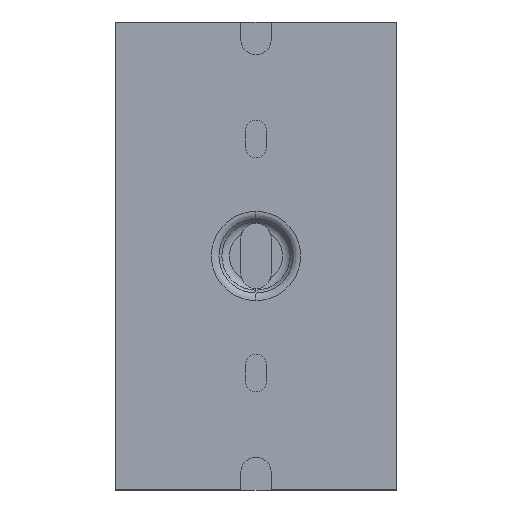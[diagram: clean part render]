
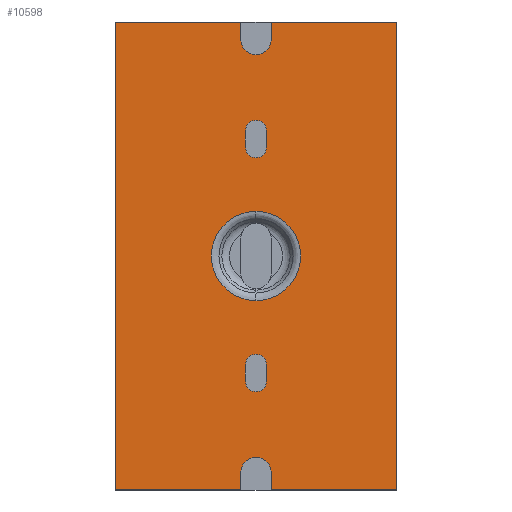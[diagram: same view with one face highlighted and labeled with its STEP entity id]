
A CAD part, front view. The second image highlights one B-rep face of the part: STEP entity #10598.
In plain terms, the highlighted planar face has unit normal (0, -1, 0).
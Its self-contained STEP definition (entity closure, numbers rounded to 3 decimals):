
#1294=DIRECTION('',(-1.,0.,0.));
#1295=VECTOR('',#1294,26.75);
#1296=CARTESIAN_POINT('',(20.,-52.2,1000.));
#1297=LINE('',#1296,#1295);
#1443=DIRECTION('',(-1.,0.,0.));
#1444=VECTOR('',#1443,26.75);
#1445=CARTESIAN_POINT('',(-13.25,-52.2,900.));
#1446=LINE('',#1445,#1444);
#1450=DIRECTION('',(0.,0.,1.));
#1451=VECTOR('',#1450,100.);
#1452=CARTESIAN_POINT('',(-40.,-52.2,900.));
#1453=LINE('',#1452,#1451);
#1457=CARTESIAN_POINT('',(-10.,-52.2,996.25));
#1458=DIRECTION('',(0.,-1.,0.));
#1459=DIRECTION('',(-1.,0.,0.));
#1460=AXIS2_PLACEMENT_3D('',#1457,#1458,#1459);
#1465=CARTESIAN_POINT('',(-10.,-52.2,996.25));
#1466=DIRECTION('',(0.,-1.,0.));
#1467=DIRECTION('',(0.,0.,-1.));
#1468=AXIS2_PLACEMENT_3D('',#1465,#1466,#1467);
#1473=DIRECTION('',(0.,0.,-1.));
#1474=VECTOR('',#1473,100.);
#1475=CARTESIAN_POINT('',(20.,-52.2,1000.));
#1476=LINE('',#1475,#1474);
#1480=CARTESIAN_POINT('',(-10.,-52.2,903.75));
#1481=DIRECTION('',(0.,-1.,0.));
#1482=DIRECTION('',(1.,0.,0.));
#1483=AXIS2_PLACEMENT_3D('',#1480,#1481,#1482);
#1488=CARTESIAN_POINT('',(-10.,-52.2,903.75));
#1489=DIRECTION('',(0.,-1.,0.));
#1490=DIRECTION('',(0.,0.,1.));
#1491=AXIS2_PLACEMENT_3D('',#1488,#1489,#1490);
#1496=CARTESIAN_POINT('',(-10.,-52.2,976.75));
#1497=DIRECTION('',(0.,-1.,0.));
#1498=DIRECTION('',(1.,0.,0.));
#1499=AXIS2_PLACEMENT_3D('',#1496,#1497,#1498);
#1504=CARTESIAN_POINT('',(-10.,-52.2,976.75));
#1505=DIRECTION('',(0.,-1.,0.));
#1506=DIRECTION('',(0.,0.,1.));
#1507=AXIS2_PLACEMENT_3D('',#1504,#1505,#1506);
#1512=CARTESIAN_POINT('',(-10.,-52.2,973.25));
#1513=DIRECTION('',(0.,-1.,0.));
#1514=DIRECTION('',(-1.,0.,0.));
#1515=AXIS2_PLACEMENT_3D('',#1512,#1513,#1514);
#1520=CARTESIAN_POINT('',(-10.,-52.2,973.25));
#1521=DIRECTION('',(0.,-1.,0.));
#1522=DIRECTION('',(0.,0.,-1.));
#1523=AXIS2_PLACEMENT_3D('',#1520,#1521,#1522);
#1528=CARTESIAN_POINT('',(-10.,-52.2,
950.));
#1529=DIRECTION('',(0.,-1.,0.));
#1530=DIRECTION('',(0.,0.,-1.));
#1531=AXIS2_PLACEMENT_3D('',#1528,#1529,#1530);
#1536=CARTESIAN_POINT('',(-10.,-52.2,
950.));
#1537=DIRECTION('',(0.,-1.,0.));
#1538=DIRECTION('',(0.,0.,1.));
#1539=AXIS2_PLACEMENT_3D('',#1536,#1537,#1538);
#1544=CARTESIAN_POINT('',(-10.,-52.2,926.75));
#1545=DIRECTION('',(0.,-1.,0.));
#1546=DIRECTION('',(1.,0.,0.));
#1547=AXIS2_PLACEMENT_3D('',#1544,#1545,#1546);
#1552=CARTESIAN_POINT('',(-10.,-52.2,926.75));
#1553=DIRECTION('',(0.,-1.,0.));
#1554=DIRECTION('',(0.,0.,1.));
#1555=AXIS2_PLACEMENT_3D('',#1552,#1553,#1554);
#1560=CARTESIAN_POINT('',(-10.,-52.2,923.25));
#1561=DIRECTION('',(0.,-1.,0.));
#1562=DIRECTION('',(-1.,0.,0.));
#1563=AXIS2_PLACEMENT_3D('',#1560,#1561,#1562);
#1568=CARTESIAN_POINT('',(-10.,-52.2,923.25));
#1569=DIRECTION('',(0.,-1.,0.));
#1570=DIRECTION('',(0.,0.,-1.));
#1571=AXIS2_PLACEMENT_3D('',#1568,#1569,#1570);
#1905=DIRECTION('',(-1.,0.,0.));
#1906=VECTOR('',#1905,26.75);
#1907=CARTESIAN_POINT('',(-13.25,-52.2,1000.));
#1908=LINE('',#1907,#1906);
#4803=DIRECTION('',(0.,0.,1.));
#4804=VECTOR('',#4803,3.75);
#4805=CARTESIAN_POINT('',(-13.25,-52.2,900.));
#4806=LINE('',#4805,#4804);
#4824=DIRECTION('',(0.,0.,-1.));
#4825=VECTOR('',#4824,3.75);
#4826=CARTESIAN_POINT('',(-6.75,-52.2,903.75));
#4827=LINE('',#4826,#4825);
#4873=DIRECTION('',(1.,0.,0.));
#4874=VECTOR('',#4873,26.75);
#4875=CARTESIAN_POINT('',(-6.75,-52.2,900.));
#4876=LINE('',#4875,#4874);
#6288=DIRECTION('',(0.,0.,-1.));
#6289=VECTOR('',#6288,3.75);
#6290=CARTESIAN_POINT('',(-6.75,-52.2,1000.));
#6291=LINE('',#6290,#6289);
#6309=DIRECTION('',(0.,0.,1.));
#6310=VECTOR('',#6309,3.75);
#6311=CARTESIAN_POINT('',(-13.25,-52.2,996.25));
#6312=LINE('',#6311,#6310);
#6758=DIRECTION('',(0.,0.,1.));
#6759=VECTOR('',#6758,3.5);
#6760=CARTESIAN_POINT('',(-12.25,-52.2,973.25));
#6761=LINE('',#6760,#6759);
#6779=DIRECTION('',(0.,0.,-1.));
#6780=VECTOR('',#6779,3.5);
#6781=CARTESIAN_POINT('',(-7.75,-52.2,976.75));
#6782=LINE('',#6781,#6780);
#6800=DIRECTION('',(0.,0.,1.));
#6801=VECTOR('',#6800,3.5);
#6802=CARTESIAN_POINT('',(-12.25,-52.2,923.25));
#6803=LINE('',#6802,#6801);
#6821=DIRECTION('',(0.,0.,-1.));
#6822=VECTOR('',#6821,3.5);
#6823=CARTESIAN_POINT('',(-7.75,-52.2,926.75));
#6824=LINE('',#6823,#6822);
#8680=CARTESIAN_POINT('',(20.,-52.2,1000.));
#8682=VERTEX_POINT('',#8680);
#8757=CARTESIAN_POINT('',(20.,-52.2,900.));
#8758=VERTEX_POINT('',#8757);
#8923=CARTESIAN_POINT('',(-6.75,-52.2,1000.));
#8924=VERTEX_POINT('',#8923);
#8939=CARTESIAN_POINT('',(-13.25,-52.2,900.));
#8940=CARTESIAN_POINT('',(-40.,-52.2,900.));
#8941=VERTEX_POINT('',#8939);
#8942=VERTEX_POINT('',#8940);
#8943=CARTESIAN_POINT('',(-40.,-52.2,1000.));
#8944=VERTEX_POINT('',#8943);
#8945=CARTESIAN_POINT('',(-13.25,-52.2,1000.));
#8946=VERTEX_POINT('',#8945);
#8947=CARTESIAN_POINT('',(-13.25,-52.2,996.25));
#8948=VERTEX_POINT('',#8947);
#8949=CARTESIAN_POINT('',(-10.,-52.2,993.));
#8950=VERTEX_POINT('',#8949);
#8951=CARTESIAN_POINT('',(-6.75,-52.2,996.25));
#8952=VERTEX_POINT('',#8951);
#8953=CARTESIAN_POINT('',(-6.75,-52.2,900.));
#8954=VERTEX_POINT('',#8953);
#8955=CARTESIAN_POINT('',(-6.75,-52.2,903.75));
#8956=VERTEX_POINT('',#8955);
#8957=CARTESIAN_POINT('',(-10.,-52.2,907.));
#8958=VERTEX_POINT('',#8957);
#8959=CARTESIAN_POINT('',(-13.25,-52.2,903.75));
#8960=VERTEX_POINT('',#8959);
#8961=CARTESIAN_POINT('',(-7.75,-52.2,976.75));
#8962=CARTESIAN_POINT('',(-7.75,-52.2,973.25));
#8963=VERTEX_POINT('',#8961);
#8964=VERTEX_POINT('',#8962);
#8965=CARTESIAN_POINT('',(-10.,-52.2,979.));
#8966=VERTEX_POINT('',#8965);
#8967=CARTESIAN_POINT('',(-12.25,-52.2,976.75));
#8968=VERTEX_POINT('',#8967);
#8969=CARTESIAN_POINT('',(-12.25,-52.2,973.25));
#8970=VERTEX_POINT('',#8969);
#8971=CARTESIAN_POINT('',(-10.,-52.2,971.));
#8972=VERTEX_POINT('',#8971);
#8973=CARTESIAN_POINT('',(-10.,-52.2,
940.468));
#8974=CARTESIAN_POINT('',(-10.,-52.2,
959.532));
#8975=VERTEX_POINT('',#8973);
#8976=VERTEX_POINT('',#8974);
#8977=CARTESIAN_POINT('',(-7.75,-52.2,926.75));
#8978=CARTESIAN_POINT('',(-7.75,-52.2,923.25));
#8979=VERTEX_POINT('',#8977);
#8980=VERTEX_POINT('',#8978);
#8981=CARTESIAN_POINT('',(-10.,-52.2,929.));
#8982=VERTEX_POINT('',#8981);
#8983=CARTESIAN_POINT('',(-12.25,-52.2,926.75));
#8984=VERTEX_POINT('',#8983);
#8985=CARTESIAN_POINT('',(-12.25,-52.2,923.25));
#8986=VERTEX_POINT('',#8985);
#8987=CARTESIAN_POINT('',(-10.,-52.2,921.));
#8988=VERTEX_POINT('',#8987);
#10531=CARTESIAN_POINT('',(20.,-52.2,-1000.));
#10532=DIRECTION('',(0.,1.,0.));
#10533=DIRECTION('',(-1.,0.,0.));
#10534=AXIS2_PLACEMENT_3D('',#10531,#10532,#10533);
#10535=PLANE('',#10534);
#10537=ORIENTED_EDGE('',*,*,#10536,.T.);
#10539=ORIENTED_EDGE('',*,*,#10538,.T.);
#10541=ORIENTED_EDGE('',*,*,#10540,.F.);
#10543=ORIENTED_EDGE('',*,*,#10542,.F.);
#10545=ORIENTED_EDGE('',*,*,#10544,.T.);
#10547=ORIENTED_EDGE('',*,*,#10546,.T.);
#10549=ORIENTED_EDGE('',*,*,#10548,.F.);
#10550=ORIENTED_EDGE('',*,*,#10325,.F.);
#10551=ORIENTED_EDGE('',*,*,#10210,.T.);
#10553=ORIENTED_EDGE('',*,*,#10552,.F.);
#10555=ORIENTED_EDGE('',*,*,#10554,.F.);
#10557=ORIENTED_EDGE('',*,*,#10556,.T.);
#10559=ORIENTED_EDGE('',*,*,#10558,.T.);
#10561=ORIENTED_EDGE('',*,*,#10560,.F.);
#10562=EDGE_LOOP('',(#10537,#10539,#10541,#10543,#10545,#10547,#10549,#10550,
#10551,#10553,#10555,#10557,#10559,#10561));
#10563=FACE_OUTER_BOUND('',#10562,.F.);
#10565=ORIENTED_EDGE('',*,*,#10564,.F.);
#10567=ORIENTED_EDGE('',*,*,#10566,.T.);
#10569=ORIENTED_EDGE('',*,*,#10568,.T.);
#10571=ORIENTED_EDGE('',*,*,#10570,.F.);
#10573=ORIENTED_EDGE('',*,*,#10572,.T.);
#10575=ORIENTED_EDGE('',*,*,#10574,.T.);
#10576=EDGE_LOOP('',(#10565,#10567,#10569,#10571,#10573,#10575));
#10577=FACE_BOUND('',#10576,.F.);
#10579=ORIENTED_EDGE('',*,*,#10578,.T.);
#10581=ORIENTED_EDGE('',*,*,#10580,.T.);
#10582=EDGE_LOOP('',(#10579,#10581));
#10583=FACE_BOUND('',#10582,.F.);
#10585=ORIENTED_EDGE('',*,*,#10584,.F.);
#10587=ORIENTED_EDGE('',*,*,#10586,.T.);
#10589=ORIENTED_EDGE('',*,*,#10588,.T.);
#10591=ORIENTED_EDGE('',*,*,#10590,.F.);
#10593=ORIENTED_EDGE('',*,*,#10592,.T.);
#10595=ORIENTED_EDGE('',*,*,#10594,.T.);
#10596=EDGE_LOOP('',(#10585,#10587,#10589,#10591,#10593,#10595));
#10597=FACE_BOUND('',#10596,.F.);
#1461=CIRCLE('',#1460,3.25);
#1469=CIRCLE('',#1468,3.25);
#1484=CIRCLE('',#1483,3.25);
#1492=CIRCLE('',#1491,3.25);
#1500=CIRCLE('',#1499,2.25);
#1508=CIRCLE('',#1507,2.25);
#1516=CIRCLE('',#1515,2.25);
#1524=CIRCLE('',#1523,2.25);
#1532=CIRCLE('',#1531,9.532);
#1540=CIRCLE('',#1539,9.532);
#1548=CIRCLE('',#1547,2.25);
#1556=CIRCLE('',#1555,2.25);
#1564=CIRCLE('',#1563,2.25);
#1572=CIRCLE('',#1571,2.25);
#10210=EDGE_CURVE('',#8682,#8758,#1476,.T.);
#10325=EDGE_CURVE('',#8682,#8924,#1297,.T.);
#10536=EDGE_CURVE('',#8941,#8942,#1446,.T.);
#10538=EDGE_CURVE('',#8942,#8944,#1453,.T.);
#10540=EDGE_CURVE('',#8946,#8944,#1908,.T.);
#10542=EDGE_CURVE('',#8948,#8946,#6312,.T.);
#10544=EDGE_CURVE('',#8948,#8950,#1461,.T.);
#10546=EDGE_CURVE('',#8950,#8952,#1469,.T.);
#10548=EDGE_CURVE('',#8924,#8952,#6291,.T.);
#10552=EDGE_CURVE('',#8954,#8758,#4876,.T.);
#10554=EDGE_CURVE('',#8956,#8954,#4827,.T.);
#10556=EDGE_CURVE('',#8956,#8958,#1484,.T.);
#10558=EDGE_CURVE('',#8958,#8960,#1492,.T.);
#10560=EDGE_CURVE('',#8941,#8960,#4806,.T.);
#10564=EDGE_CURVE('',#8963,#8964,#6782,.T.);
#10566=EDGE_CURVE('',#8963,#8966,#1500,.T.);
#10568=EDGE_CURVE('',#8966,#8968,#1508,.T.);
#10570=EDGE_CURVE('',#8970,#8968,#6761,.T.);
#10572=EDGE_CURVE('',#8970,#8972,#1516,.T.);
#10574=EDGE_CURVE('',#8972,#8964,#1524,.T.);
#10578=EDGE_CURVE('',#8975,#8976,#1532,.T.);
#10580=EDGE_CURVE('',#8976,#8975,#1540,.T.);
#10584=EDGE_CURVE('',#8979,#8980,#6824,.T.);
#10586=EDGE_CURVE('',#8979,#8982,#1548,.T.);
#10588=EDGE_CURVE('',#8982,#8984,#1556,.T.);
#10590=EDGE_CURVE('',#8986,#8984,#6803,.T.);
#10592=EDGE_CURVE('',#8986,#8988,#1564,.T.);
#10594=EDGE_CURVE('',#8988,#8980,#1572,.T.);
#10598=ADVANCED_FACE('',(#10563,#10577,#10583,#10597),#10535,.F.);
